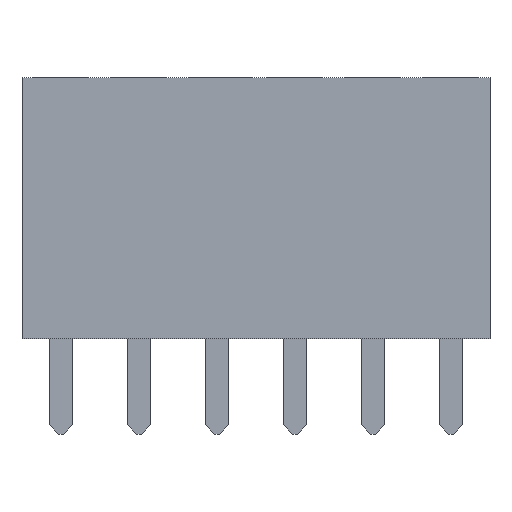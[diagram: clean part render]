
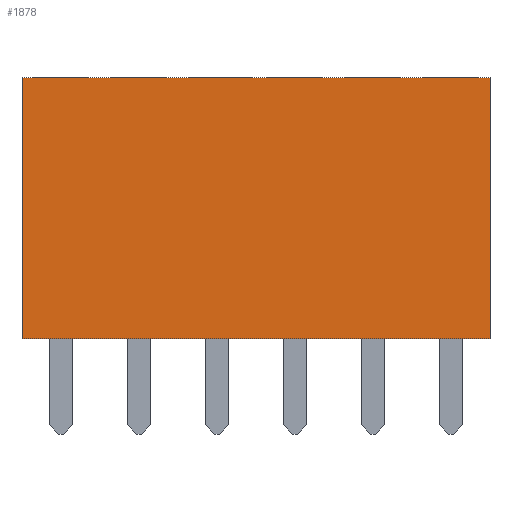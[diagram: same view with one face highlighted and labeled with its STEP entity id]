
A CAD part, front view. The second image highlights one B-rep face of the part: STEP entity #1878.
In plain terms, the highlighted planar face has unit normal (0, -1, 0).
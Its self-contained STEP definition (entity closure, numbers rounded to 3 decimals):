
#116=FACE_OUTER_BOUND('',#234,.T.);
#234=EDGE_LOOP('',(#1539,#1540,#1541,#1542));
#321=LINE('',#2644,#573);
#350=LINE('',#2703,#602);
#409=LINE('',#2824,#661);
#413=LINE('',#2831,#665);
#573=VECTOR('',#2149,10.);
#602=VECTOR('',#2186,10.);
#661=VECTOR('',#2307,10.);
#665=VECTOR('',#2315,10.);
#807=VERTEX_POINT('',#2641);
#808=VERTEX_POINT('',#2643);
#834=VERTEX_POINT('',#2702);
#865=VERTEX_POINT('',#2823);
#985=EDGE_CURVE('',#807,#808,#321,.T.);
#1014=EDGE_CURVE('',#808,#834,#350,.T.);
#1073=EDGE_CURVE('',#865,#834,#409,.T.);
#1077=EDGE_CURVE('',#865,#807,#413,.T.);
#1539=ORIENTED_EDGE('',*,*,#1073,.T.);
#1540=ORIENTED_EDGE('',*,*,#1014,.F.);
#1541=ORIENTED_EDGE('',*,*,#985,.F.);
#1542=ORIENTED_EDGE('',*,*,#1077,.F.);
#1766=PLANE('',#2011);
#1878=ADVANCED_FACE('',(#116),#1766,.T.);
#2011=AXIS2_PLACEMENT_3D('',#2900,#2387,#2388);
#2149=DIRECTION('',(1.,0.,0.));
#2186=DIRECTION('',(0.,0.,-1.));
#2307=DIRECTION('',(1.,0.,0.));
#2315=DIRECTION('',(0.,0.,1.));
#2387=DIRECTION('center_axis',(0.,-1.,0.));
#2388=DIRECTION('ref_axis',(1.,0.,0.));
#2641=CARTESIAN_POINT('',(-7.62,-1.25,8.6));
#2643=CARTESIAN_POINT('',(7.62,-1.25,8.6));
#2644=CARTESIAN_POINT('',(-7.62,-1.25,8.6));
#2702=CARTESIAN_POINT('',(7.62,-1.25,0.1));
#2703=CARTESIAN_POINT('',(7.62,-1.25,0.1));
#2823=CARTESIAN_POINT('',(-7.62,-1.25,0.1));
#2824=CARTESIAN_POINT('',(-7.62,-1.25,0.1));
#2831=CARTESIAN_POINT('',(-7.62,-1.25,0.1));
#2900=CARTESIAN_POINT('Origin',(-7.62,-1.25,0.1));
